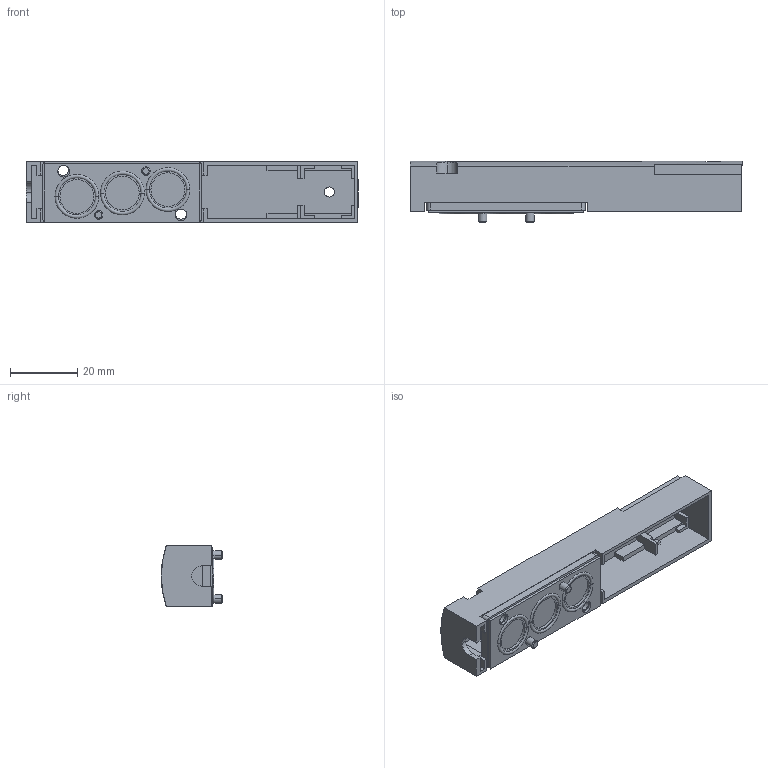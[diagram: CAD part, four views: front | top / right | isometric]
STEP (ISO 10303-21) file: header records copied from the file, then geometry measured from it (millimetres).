
FILE_DESCRIPTION (( 'STEP AP203' ), '1' );
FILE_NAME ('MSF200-BLK.STEP', '2014-07-14T01:26:19', ( 'yrd8' ), ( '' ), 'SwSTEP 2.0', 'SolidWorks 2008', '' );
FILE_SCHEMA (( 'CONFIG_CONTROL_DESIGN' ));
Length unit declared in the file: millimetre
Products named in the file (4): MSF200-BLK; blanking block 2000_晦獄 撲薑; BTC 1000 GASKET_晦獄 撲薑; blanking plate
Assembly tree (3 placements, depth 2):
  MSF200-BLK
    blanking plate
    blanking block 2000_晦獄 撲薑
    BTC 1000 GASKET_晦獄 撲薑
Bounding box: 98.5 x 18.2 x 18.2 mm (x, y, z)
Volume: 8042.7 mm3; surface area: 13581.6 mm2
Topology: 3 solids, 3 shells, 176 faces, 478 edges, 316 vertices
Faces by surface type: plane 116, cylinder 42, torus 12, cone 6
Entity records: 6118 total; most frequent: CARTESIAN_POINT 1107, DIRECTION 962, ORIENTED_EDGE 956, EDGE_CURVE 478, LINE 348, VECTOR 348, VERTEX_POINT 316, AXIS2_PLACEMENT_3D 307
